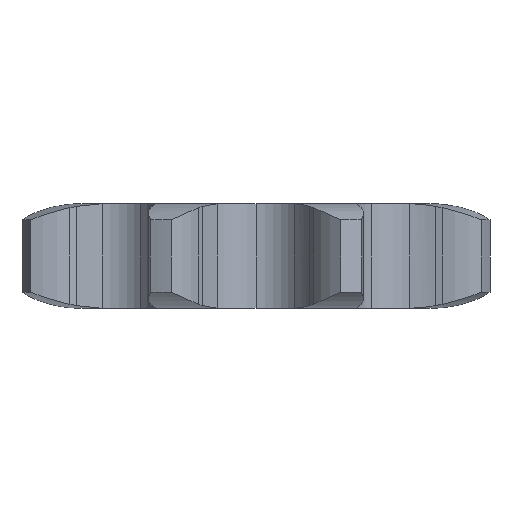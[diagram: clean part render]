
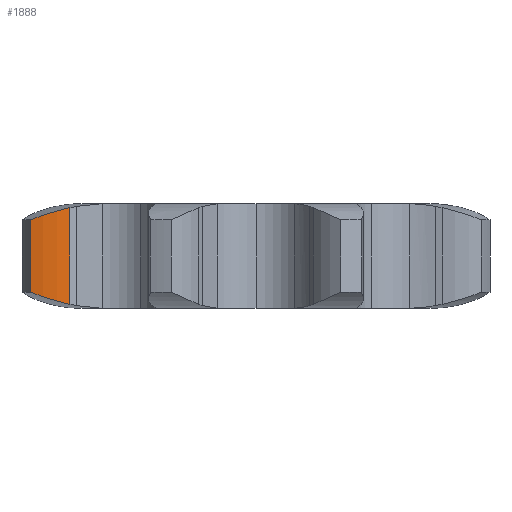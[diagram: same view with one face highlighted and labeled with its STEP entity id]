
A CAD part, left-side view. The second image highlights one B-rep face of the part: STEP entity #1888.
In plain terms, the highlighted cylindrical face has radius 13.707 mm (diameter 27.414 mm), a partial arc.
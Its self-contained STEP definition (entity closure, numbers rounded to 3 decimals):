
#90 = TOROIDAL_SURFACE('',#91,27.376,26.);
#91 = AXIS2_PLACEMENT_3D('',#92,#93,#94);
#92 = CARTESIAN_POINT('',(0.,0.,26.));
#93 = DIRECTION('',(0.,0.,1.));
#94 = DIRECTION('',(1.,0.,0.));
#127 = CYLINDRICAL_SURFACE('',#128,38.5);
#128 = AXIS2_PLACEMENT_3D('',#129,#130,#131);
#129 = CARTESIAN_POINT('',(0.,0.,2.5));
#130 = DIRECTION('',(0.,0.,1.));
#131 = DIRECTION('',(1.,0.,0.));
#171 = TOROIDAL_SURFACE('',#172,27.376,26.);
#172 = AXIS2_PLACEMENT_3D('',#173,#174,#175);
#173 = CARTESIAN_POINT('',(0.,0.,-9.8)
  );
#174 = DIRECTION('',(0.,0.,1.));
#175 = DIRECTION('',(1.,0.,0.));
#285 = VERTEX_POINT('',#286);
#286 = CARTESIAN_POINT('',(-16.325,34.867,13.7));
#308 = EDGE_CURVE('',#285,#309,#311,.T.);
#309 = VERTEX_POINT('',#310);
#310 = CARTESIAN_POINT('',(-16.255,28.775,
    15.574));
#311 = SURFACE_CURVE('',#312,(#325,#341),.PCURVE_S1.);
#312 = B_SPLINE_CURVE_WITH_KNOTS('',6,(#313,#314,#315,#316,#317,#318,
    #319,#320,#321,#322,#323,#324),.UNSPECIFIED.,.F.,.F.,(7,5,7),(0.,
    0.524,1.),.UNSPECIFIED.);
#313 = CARTESIAN_POINT('',(-16.325,34.867,13.7));
#314 = CARTESIAN_POINT('',(-16.434,34.363,
    13.895));
#315 = CARTESIAN_POINT('',(-16.521,33.85,
    14.085));
#316 = CARTESIAN_POINT('',(-16.585,33.33,
    14.27));
#317 = CARTESIAN_POINT('',(-16.625,32.803,
    14.45));
#318 = CARTESIAN_POINT('',(-16.641,32.271,
    14.623));
#319 = CARTESIAN_POINT('',(-16.623,31.247,
    14.937));
#320 = CARTESIAN_POINT('',(-16.594,30.755,
    15.081));
#321 = CARTESIAN_POINT('',(-16.543,30.261,
    15.217));
#322 = CARTESIAN_POINT('',(-16.47,29.765,
    15.345));
#323 = CARTESIAN_POINT('',(-16.374,29.269,
    15.464));
#324 = CARTESIAN_POINT('',(-16.255,28.775,
    15.574));
#325 = PCURVE('',#171,#326);
#326 = DEFINITIONAL_REPRESENTATION('',(#327),#340);
#327 = B_SPLINE_CURVE_WITH_KNOTS('',6,(#328,#329,#330,#331,#332,#333,
    #334,#335,#336,#337,#338,#339),.UNSPECIFIED.,.F.,.F.,(7,5,7),(0.,
    0.524,1.),.UNSPECIFIED.);
#328 = CARTESIAN_POINT('',(2.009,1.129));
#329 = CARTESIAN_POINT('',(2.017,1.146));
#330 = CARTESIAN_POINT('',(2.025,1.164));
#331 = CARTESIAN_POINT('',(2.032,1.182));
#332 = CARTESIAN_POINT('',(2.04,1.201));
#333 = CARTESIAN_POINT('',(2.047,1.22));
#334 = CARTESIAN_POINT('',(2.06,1.257));
#335 = CARTESIAN_POINT('',(2.065,1.275));
#336 = CARTESIAN_POINT('',(2.071,1.294));
#337 = CARTESIAN_POINT('',(2.076,1.313));
#338 = CARTESIAN_POINT('',(2.081,1.332));
#339 = CARTESIAN_POINT('',(2.085,1.351));
#340 = ( GEOMETRIC_REPRESENTATION_CONTEXT(2) 
PARAMETRIC_REPRESENTATION_CONTEXT() REPRESENTATION_CONTEXT('2D SPACE',''
  ) );
#341 = PCURVE('',#342,#347);
#342 = CYLINDRICAL_SURFACE('',#343,13.707);
#343 = AXIS2_PLACEMENT_3D('',#344,#345,#346);
#344 = CARTESIAN_POINT('',(-2.927,31.974,0.));
#345 = DIRECTION('',(0.,0.,-1.));
#346 = DIRECTION('',(-0.972,-0.233,-0.));
#347 = DEFINITIONAL_REPRESENTATION('',(#348),#361);
#348 = B_SPLINE_CURVE_WITH_KNOTS('',6,(#349,#350,#351,#352,#353,#354,
    #355,#356,#357,#358,#359,#360),.UNSPECIFIED.,.F.,.F.,(7,5,7),(0.,
    0.524,1.),.UNSPECIFIED.);
#349 = CARTESIAN_POINT('',(0.448,-13.7));
#350 = CARTESIAN_POINT('',(0.411,-13.895));
#351 = CARTESIAN_POINT('',(0.373,-14.085));
#352 = CARTESIAN_POINT('',(0.335,-14.27));
#353 = CARTESIAN_POINT('',(0.296,-14.45));
#354 = CARTESIAN_POINT('',(0.257,-14.623));
#355 = CARTESIAN_POINT('',(0.183,-14.937));
#356 = CARTESIAN_POINT('',(0.147,-15.081));
#357 = CARTESIAN_POINT('',(0.11,-15.217));
#358 = CARTESIAN_POINT('',(0.074,-15.345));
#359 = CARTESIAN_POINT('',(0.037,-15.464));
#360 = CARTESIAN_POINT('',(0.,-15.574));
#361 = ( GEOMETRIC_REPRESENTATION_CONTEXT(2) 
PARAMETRIC_REPRESENTATION_CONTEXT() REPRESENTATION_CONTEXT('2D SPACE',''
  ) );
#383 = CYLINDRICAL_SURFACE('',#384,20.722);
#384 = AXIS2_PLACEMENT_3D('',#385,#386,#387);
#385 = CARTESIAN_POINT('',(4.011,33.098,0.));
#386 = DIRECTION('',(0.,0.,-1.));
#387 = DIRECTION('',(-0.966,-0.258,-0.));
#589 = VERTEX_POINT('',#590);
#590 = CARTESIAN_POINT('',(-16.325,34.867,2.5));
#612 = EDGE_CURVE('',#285,#589,#613,.T.);
#613 = SURFACE_CURVE('',#614,(#618,#625),.PCURVE_S1.);
#614 = LINE('',#615,#616);
#615 = CARTESIAN_POINT('',(-16.325,34.867,0.));
#616 = VECTOR('',#617,1.);
#617 = DIRECTION('',(0.,0.,-1.));
#618 = PCURVE('',#127,#619);
#619 = DEFINITIONAL_REPRESENTATION('',(#620),#624);
#620 = LINE('',#621,#622);
#621 = CARTESIAN_POINT('',(2.009,-2.5));
#622 = VECTOR('',#623,1.);
#623 = DIRECTION('',(0.,-1.));
#624 = ( GEOMETRIC_REPRESENTATION_CONTEXT(2) 
PARAMETRIC_REPRESENTATION_CONTEXT() REPRESENTATION_CONTEXT('2D SPACE',''
  ) );
#625 = PCURVE('',#342,#626);
#626 = DEFINITIONAL_REPRESENTATION('',(#627),#631);
#627 = LINE('',#628,#629);
#628 = CARTESIAN_POINT('',(0.448,0.));
#629 = VECTOR('',#630,1.);
#630 = DIRECTION('',(0.,1.));
#631 = ( GEOMETRIC_REPRESENTATION_CONTEXT(2) 
PARAMETRIC_REPRESENTATION_CONTEXT() REPRESENTATION_CONTEXT('2D SPACE',''
  ) );
#769 = VERTEX_POINT('',#770);
#770 = CARTESIAN_POINT('',(-16.255,28.775,
    0.626));
#797 = EDGE_CURVE('',#769,#589,#798,.T.);
#798 = SURFACE_CURVE('',#799,(#812,#828),.PCURVE_S1.);
#799 = B_SPLINE_CURVE_WITH_KNOTS('',6,(#800,#801,#802,#803,#804,#805,
    #806,#807,#808,#809,#810,#811),.UNSPECIFIED.,.F.,.F.,(7,5,7),(0.,
    0.477,1.),.UNSPECIFIED.);
#800 = CARTESIAN_POINT('',(-16.255,28.775,
    0.626));
#801 = CARTESIAN_POINT('',(-16.374,29.27,0.736)
  );
#802 = CARTESIAN_POINT('',(-16.47,29.766,
    0.855));
#803 = CARTESIAN_POINT('',(-16.543,30.263,0.983)
  );
#804 = CARTESIAN_POINT('',(-16.594,30.757,
    1.12));
#805 = CARTESIAN_POINT('',(-16.623,31.249,
    1.263));
#806 = CARTESIAN_POINT('',(-16.641,32.273,
    1.578));
#807 = CARTESIAN_POINT('',(-16.625,32.805,
    1.751));
#808 = CARTESIAN_POINT('',(-16.585,33.331,
    1.93));
#809 = CARTESIAN_POINT('',(-16.521,33.851,2.115
    ));
#810 = CARTESIAN_POINT('',(-16.434,34.363,
    2.306));
#811 = CARTESIAN_POINT('',(-16.325,34.867,2.5));
#812 = PCURVE('',#90,#813);
#813 = DEFINITIONAL_REPRESENTATION('',(#814),#827);
#814 = B_SPLINE_CURVE_WITH_KNOTS('',6,(#815,#816,#817,#818,#819,#820,
    #821,#822,#823,#824,#825,#826),.UNSPECIFIED.,.F.,.F.,(7,5,7),(0.,
    0.477,1.),.UNSPECIFIED.);
#815 = CARTESIAN_POINT('',(2.085,4.932));
#816 = CARTESIAN_POINT('',(2.081,4.952));
#817 = CARTESIAN_POINT('',(2.076,4.971));
#818 = CARTESIAN_POINT('',(2.071,4.989));
#819 = CARTESIAN_POINT('',(2.065,5.008));
#820 = CARTESIAN_POINT('',(2.06,5.026));
#821 = CARTESIAN_POINT('',(2.047,5.063));
#822 = CARTESIAN_POINT('',(2.04,5.082));
#823 = CARTESIAN_POINT('',(2.032,5.101));
#824 = CARTESIAN_POINT('',(2.025,5.119));
#825 = CARTESIAN_POINT('',(2.017,5.137));
#826 = CARTESIAN_POINT('',(2.009,5.155));
#827 = ( GEOMETRIC_REPRESENTATION_CONTEXT(2) 
PARAMETRIC_REPRESENTATION_CONTEXT() REPRESENTATION_CONTEXT('2D SPACE',''
  ) );
#828 = PCURVE('',#342,#829);
#829 = DEFINITIONAL_REPRESENTATION('',(#830),#843);
#830 = B_SPLINE_CURVE_WITH_KNOTS('',6,(#831,#832,#833,#834,#835,#836,
    #837,#838,#839,#840,#841,#842),.UNSPECIFIED.,.F.,.F.,(7,5,7),(0.,
    0.477,1.),.UNSPECIFIED.);
#831 = CARTESIAN_POINT('',(0.,-0.626));
#832 = CARTESIAN_POINT('',(0.037,-0.736));
#833 = CARTESIAN_POINT('',(0.074,-0.855));
#834 = CARTESIAN_POINT('',(0.111,-0.983));
#835 = CARTESIAN_POINT('',(0.147,-1.12));
#836 = CARTESIAN_POINT('',(0.183,-1.263));
#837 = CARTESIAN_POINT('',(0.257,-1.578));
#838 = CARTESIAN_POINT('',(0.296,-1.751));
#839 = CARTESIAN_POINT('',(0.335,-1.93));
#840 = CARTESIAN_POINT('',(0.373,-2.115));
#841 = CARTESIAN_POINT('',(0.411,-2.306));
#842 = CARTESIAN_POINT('',(0.448,-2.5));
#843 = ( GEOMETRIC_REPRESENTATION_CONTEXT(2) 
PARAMETRIC_REPRESENTATION_CONTEXT() REPRESENTATION_CONTEXT('2D SPACE',''
  ) );
#1868 = EDGE_CURVE('',#769,#309,#1869,.T.);
#1869 = SURFACE_CURVE('',#1870,(#1874,#1881),.PCURVE_S1.);
#1870 = LINE('',#1871,#1872);
#1871 = CARTESIAN_POINT('',(-16.255,28.775,0.));
#1872 = VECTOR('',#1873,1.);
#1873 = DIRECTION('',(0.,0.,1.));
#1874 = PCURVE('',#383,#1875);
#1875 = DEFINITIONAL_REPRESENTATION('',(#1876),#1880);
#1876 = LINE('',#1877,#1878);
#1877 = CARTESIAN_POINT('',(0.051,0.));
#1878 = VECTOR('',#1879,1.);
#1879 = DIRECTION('',(0.,-1.));
#1880 = ( GEOMETRIC_REPRESENTATION_CONTEXT(2) 
PARAMETRIC_REPRESENTATION_CONTEXT() REPRESENTATION_CONTEXT('2D SPACE',''
  ) );
#1881 = PCURVE('',#342,#1882);
#1882 = DEFINITIONAL_REPRESENTATION('',(#1883),#1887);
#1883 = LINE('',#1884,#1885);
#1884 = CARTESIAN_POINT('',(0.,0.));
#1885 = VECTOR('',#1886,1.);
#1886 = DIRECTION('',(0.,-1.));
#1887 = ( GEOMETRIC_REPRESENTATION_CONTEXT(2) 
PARAMETRIC_REPRESENTATION_CONTEXT() REPRESENTATION_CONTEXT('2D SPACE',''
  ) );
#1888 = ADVANCED_FACE('',(#1889),#342,.T.);
#1889 = FACE_BOUND('',#1890,.T.);
#1890 = EDGE_LOOP('',(#1891,#1892,#1893,#1894));
#1891 = ORIENTED_EDGE('',*,*,#797,.F.);
#1892 = ORIENTED_EDGE('',*,*,#1868,.T.);
#1893 = ORIENTED_EDGE('',*,*,#308,.F.);
#1894 = ORIENTED_EDGE('',*,*,#612,.T.);
